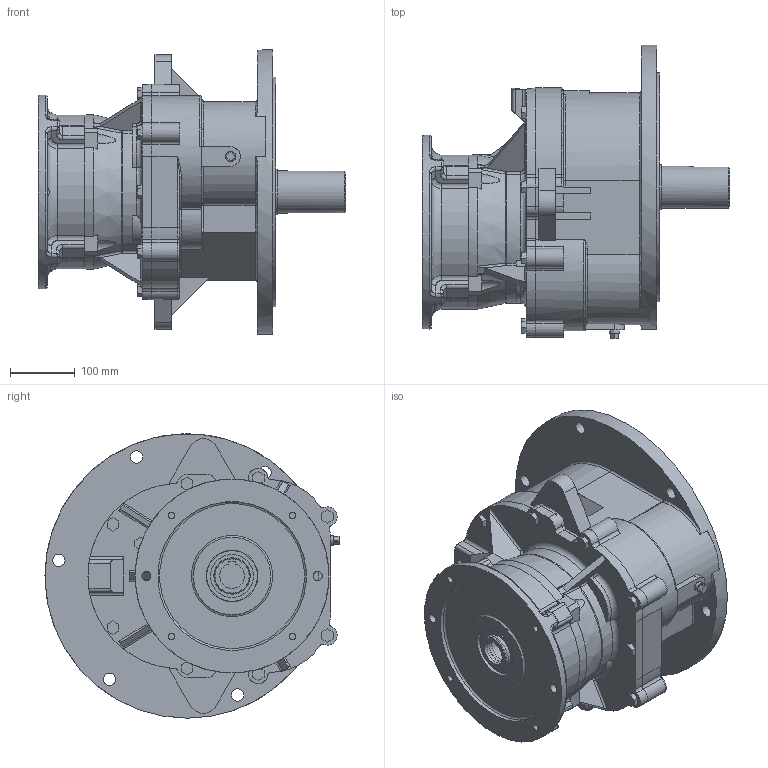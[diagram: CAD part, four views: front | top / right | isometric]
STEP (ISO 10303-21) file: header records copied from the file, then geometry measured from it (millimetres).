
FILE_DESCRIPTION (( 'STEP AP214' ), '1' );
FILE_NAME ('EK2DO08388H001_F1VM23_5.5KW_R40~60_defeature.stp', '2022-06-08T01:15:37', ( 'Windows 餌辨濠' ), ( '' ), 'SwSTEP 2.0', 'SolidWorks 2021', '' );
FILE_SCHEMA (( 'AUTOMOTIVE_DESIGN' ));
Length unit declared in the file: millimetre
Products named in the file (1): EK2DO08388H001_F1VM23_5.5KW_R40~60_defeature
Bounding box: 475.5 x 454.93 x 440 mm (x, y, z)
Volume: 24764288.3 mm3; surface area: 974205.6 mm2
Topology: 2 solids, 3 shells, 791 faces, 2033 edges, 1271 vertices
Faces by surface type: plane 330, cylinder 310, bspline 74, torus 53, cone 20, sphere 4
Full cylindrical faces by diameter (mm): 2.7 x2, 4 x1, 10.2 x4, 14 x2, 19 x6, 48 x1, 55 x3, 65 x1, 66.41 x2, 70 x1, 78.59 x2, 80 x1, 230 x1, 300 x1, 335 x1, 355 x1, 440 x1
Entity records: 29760 total; most frequent: CARTESIAN_POINT 9827, ORIENTED_EDGE 3912, DIRECTION 3854, EDGE_CURVE 1956, AXIS2_PLACEMENT_3D 1469, VERTEX_POINT 1250, LINE 916, VECTOR 916
